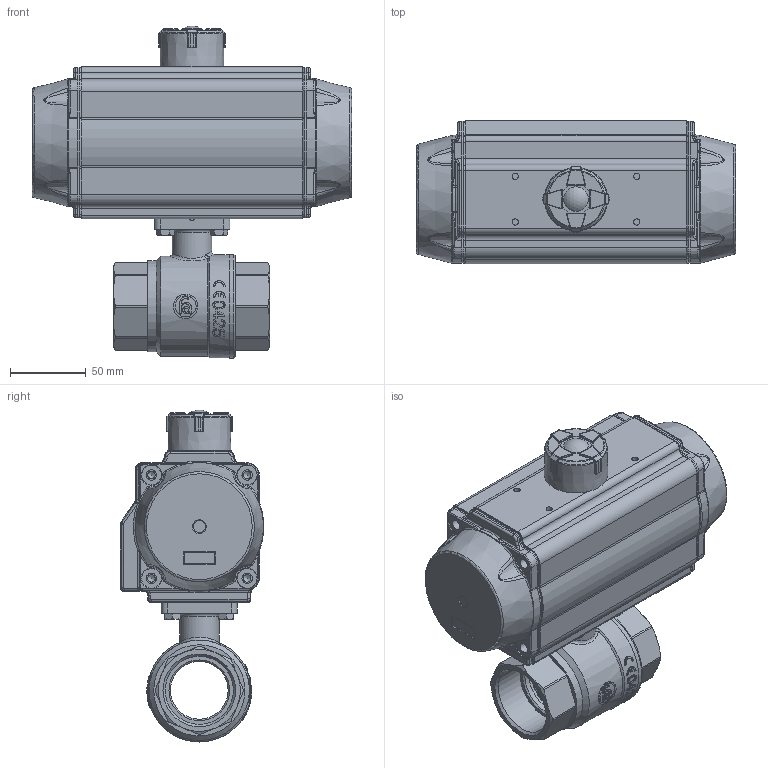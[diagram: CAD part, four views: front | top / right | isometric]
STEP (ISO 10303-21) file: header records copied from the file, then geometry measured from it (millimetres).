
FILE_DESCRIPTION(/* description */ ('Unknown'),/* implementation_level */ '2;1');
FILE_NAME(/* name */ 'PE03 0767-08',/* time_stamp */ '2025-01-14T12:13:05+01:00',/* author */ ('Unknown'),/* organization */ ('Unknown'),/* preprocessor_version */ 'ST-DEVELOPER v19.4',/* originating_system */ 'Solid Edge',/* authorisation */ 'Unknown');
FILE_SCHEMA (('AUTOMOTIVE_DESIGN {1 0 10303 214 3 1 1}'));
Products named in the file (21): PE030767-08; 2.110.040_(767-08); LA0160#11040; OR0072#V43; SE0164#040; LA0161#040; OR0072#V31; LA0022#040; AT0042#36; RO0079#12; PD04_PE03; vt75-2016-06-25; VTE75埴詰; vt75-2016-06-25  酘傷裔; huosai75; Welle; Optische Anzeige; ______; ________(___________; cup head nib bolts with large head gb_GB_FASTENER_BOLT_CHNBW M6X25-N; DIN 933 M6x18 A2-70 BLK_EDST
Assembly tree (30 placements, depth 4):
  PE030767-08
    2.110.040_(767-08)
      LA0160#11040
      OR0072#V43  x2
      SE0164#040  x2
      LA0161#040
      OR0072#V31  x2
      LA0022#040
      AT0042#36
      RO0079#12
    PD04_PE03
      vt75-2016-06-25
      VTE75埴詰
      vt75-2016-06-25  酘傷裔
      huosai75  x2
      Welle
      Optische Anzeige
        ______
        ________(___________  x4
        cup head nib bolts with large head gb_GB_FASTENER_BOLT_CHNBW M6X25-N
    DIN 933 M6x18 A2-70 BLK_EDST  x4
Bounding box: 210 x 94.39 x 218.5 mm (x, y, z)
Volume: 1035325.7 mm3; surface area: 353333.3 mm2
Topology: 27 solids, 27 shells, 3097 faces, 7541 edges, 4609 vertices
Faces by surface type: plane 922, cylinder 853, bspline 651, torus 425, cone 202, sphere 44
Full cylindrical faces by diameter (mm): 2.672 x1, 3 x16, 3.3 x8, 4.134 x8, 4.66 x1, 4.917 x13, 5.5 x1, 6 x9, 6.2 x1, 6.647 x6, 7 x4, 10 x4, 11.445 x2, 12 x2, 12.8 x2, 13 x10, 13.876 x1, 15.7 x1, 15.98 x3, 16 x2, 16.1 x1, 16.2 x1, 16.4 x1, 18 x2, 18.7 x1, 19.5 x2, 20 x7, 20.5 x1, 21 x12, 22 x1
Entity records: 97095 total; most frequent: CARTESIAN_POINT 44620, ORIENTED_EDGE 10728, DIRECTION 9024, EDGE_CURVE 5364, AXIS2_PLACEMENT_3D 3590, VERTEX_POINT 3512, FACE_BOUND 2932, EDGE_LOOP 2914
